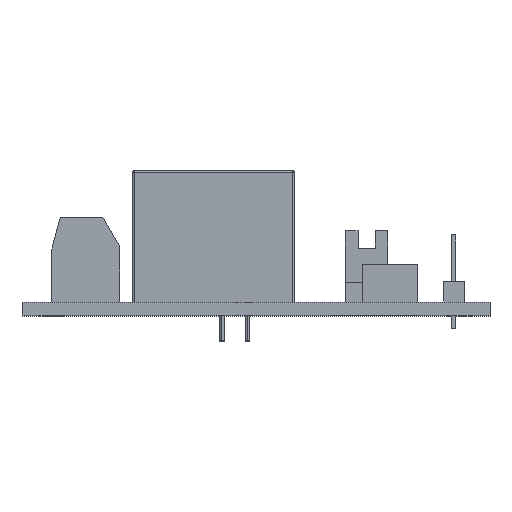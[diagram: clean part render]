
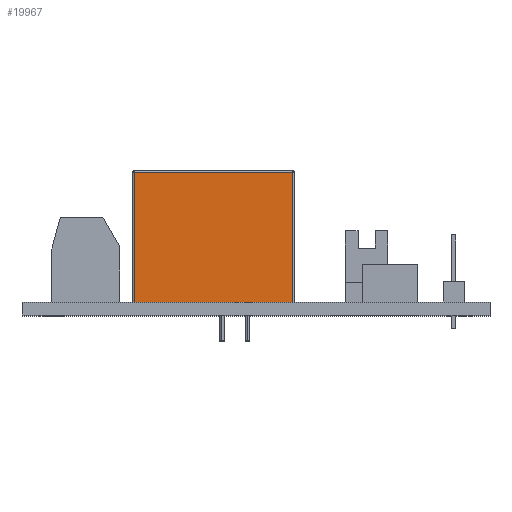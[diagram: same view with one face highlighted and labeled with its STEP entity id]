
A CAD part, top view. The second image highlights one B-rep face of the part: STEP entity #19967.
In plain terms, the highlighted planar face has unit normal (0, 0, 1).
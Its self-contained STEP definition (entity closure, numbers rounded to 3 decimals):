
#51 = CARTESIAN_POINT ( 'NONE',  ( -14.3, 16.8, 32.5 ) ) ;
#880 = CARTESIAN_POINT ( 'NONE',  ( 4.3, 1.5, 32.5 ) ) ;
#1149 = DIRECTION ( 'NONE',  ( 0., 0., -1. ) ) ;
#1329 = EDGE_LOOP ( 'NONE', ( #7384, #6848, #15193, #6253 ) ) ;
#1451 = VECTOR ( 'NONE', #7937, 1000. ) ;
#1736 = CARTESIAN_POINT ( 'NONE',  ( -14.3, 1.5, 32.5 ) ) ;
#2693 = VERTEX_POINT ( 'NONE', #880 ) ;
#3359 = CARTESIAN_POINT ( 'NONE',  ( 4.3, 17., 32.5 ) ) ;
#4141 = DIRECTION ( 'NONE',  ( -1., 0., 0. ) ) ;
#5240 = VECTOR ( 'NONE', #4141, 1000. ) ;
#6253 = ORIENTED_EDGE ( 'NONE', *, *, #7803, .T. ) ;
#6436 = VECTOR ( 'NONE', #9168, 1000. ) ;
#6848 = ORIENTED_EDGE ( 'NONE', *, *, #17247, .T. ) ;
#7039 = LINE ( 'NONE', #21175, #6436 ) ;
#7384 = ORIENTED_EDGE ( 'NONE', *, *, #19916, .T. ) ;
#7577 = AXIS2_PLACEMENT_3D ( 'NONE', #9247, #1149, #15381 ) ;
#7803 = EDGE_CURVE ( 'NONE', #14642, #18069, #17633, .T. ) ;
#7937 = DIRECTION ( 'NONE',  ( 0., -1., 0. ) ) ;
#9168 = DIRECTION ( 'NONE',  ( 1., 0., 0. ) ) ;
#9247 = CARTESIAN_POINT ( 'NONE',  ( -14.5, 17., 32.5 ) ) ;
#9594 = CARTESIAN_POINT ( 'NONE',  ( 4.3, 16.8, 32.5 ) ) ;
#10525 = EDGE_CURVE ( 'NONE', #18374, #14642, #20655, .T. ) ;
#13367 = PLANE ( 'NONE',  #7577 ) ;
#14642 = VERTEX_POINT ( 'NONE', #51 ) ;
#15193 = ORIENTED_EDGE ( 'NONE', *, *, #10525, .T. ) ;
#15381 = DIRECTION ( 'NONE',  ( -1., 0., 0. ) ) ;
#16398 = CARTESIAN_POINT ( 'NONE',  ( -14.5, 16.8, 32.5 ) ) ;
#17247 = EDGE_CURVE ( 'NONE', #2693, #18374, #23288, .T. ) ;
#17633 = LINE ( 'NONE', #21925, #1451 ) ;
#18069 = VERTEX_POINT ( 'NONE', #1736 ) ;
#18138 = VECTOR ( 'NONE', #23438, 1000. ) ;
#18374 = VERTEX_POINT ( 'NONE', #9594 ) ;
#19916 = EDGE_CURVE ( 'NONE', #18069, #2693, #7039, .T. ) ;
#19967 = ADVANCED_FACE ( 'NONE', ( #22384 ), #13367, .F. ) ;
#20655 = LINE ( 'NONE', #16398, #5240 ) ;
#21175 = CARTESIAN_POINT ( 'NONE',  ( -14.5, 1.5, 32.5 ) ) ;
#21925 = CARTESIAN_POINT ( 'NONE',  ( -14.3, 17., 32.5 ) ) ;
#22384 = FACE_OUTER_BOUND ( 'NONE', #1329, .T. ) ;
#23288 = LINE ( 'NONE', #3359, #18138 ) ;
#23438 = DIRECTION ( 'NONE',  ( 0., 1., 0. ) ) ;
